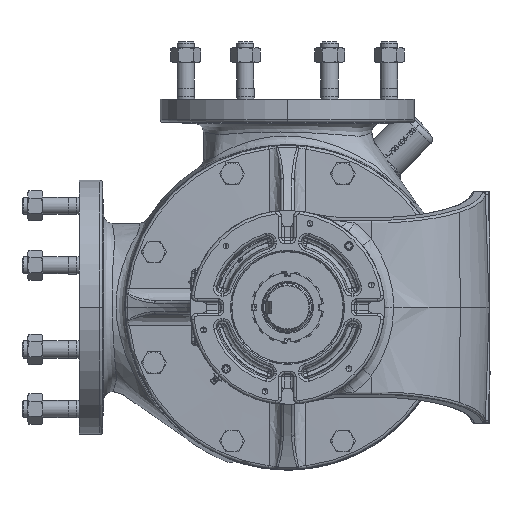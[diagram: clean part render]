
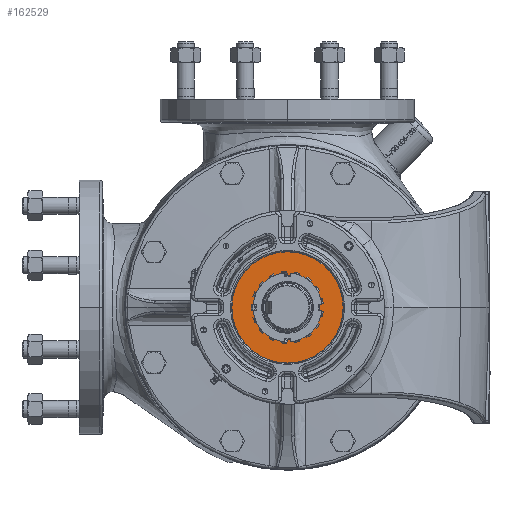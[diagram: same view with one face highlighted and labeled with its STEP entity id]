
A CAD part, left-side view. The second image highlights one B-rep face of the part: STEP entity #162529.
In plain terms, the highlighted planar face has unit normal (-1, 0, 0).
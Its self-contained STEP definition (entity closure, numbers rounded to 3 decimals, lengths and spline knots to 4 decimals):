
#1116 = EDGE_CURVE ( 'Defeatured_0_3160+Defeatured_0_3124+Defeatured_0_3124+Defeatured_0_3124', #35854, #95184, #70455, .T. ) ;
#13451 = AXIS2_PLACEMENT_3D ( 'NONE', #48359, #68753, #64970 ) ;
#24369 = EDGE_CURVE ( 'Defeatured_0_3160+Defeatured_0_3124+Defeatured_0_3124+Defeatured_0_3124', #95184, #35854, #97404, .T. ) ;
#28121 = CARTESIAN_POINT ( 'NONE',  ( -14.3738, 0., 2.4037 ) ) ;
#30427 = DIRECTION ( 'NONE',  ( 0., 0., -1. ) ) ;
#35854 = VERTEX_POINT ( 'NONE', #28121 ) ;
#37947 = CIRCLE ( 'NONE', #188463, 1.39 ) ;
#39377 = ORIENTED_EDGE ( 'NONE', *, *, #1116, .T. ) ;
#44378 = EDGE_LOOP ( 'NONE', ( #125230, #39377 ) ) ;
#48359 = CARTESIAN_POINT ( 'NONE',  ( -14.3738, 0., 0. ) ) ;
#48777 = EDGE_LOOP ( 'NONE', ( #195896, #124979 ) ) ;
#58057 = EDGE_CURVE ( 'Defeatured_0_3197+Defeatured_0_3160+Defeatured_0_3160+Defeatured_0_3160', #144451, #207077, #211670, .T. ) ;
#59404 = CARTESIAN_POINT ( 'NONE',  ( -14.3738, 0., 0. ) ) ;
#64970 = DIRECTION ( 'NONE',  ( 0., 0., -1. ) ) ;
#64994 = CARTESIAN_POINT ( 'NONE',  ( -14.3738, 0., 1.39 ) ) ;
#68753 = DIRECTION ( 'NONE',  ( -1., 0., 0. ) ) ;
#70455 = CIRCLE ( 'NONE', #13451, 2.4038 ) ;
#72423 = FACE_BOUND ( 'NONE', #48777, .T. ) ;
#95184 = VERTEX_POINT ( 'NONE', #150486 ) ;
#97404 = CIRCLE ( 'NONE', #109577, 2.4038 ) ;
#102989 = CARTESIAN_POINT ( 'NONE',  ( -14.3738, 0., 0. ) ) ;
#109577 = AXIS2_PLACEMENT_3D ( 'NONE', #59404, #199626, #135949 ) ;
#124979 = ORIENTED_EDGE ( 'NONE', *, *, #197014, .F. ) ;
#125230 = ORIENTED_EDGE ( 'NONE', *, *, #24369, .T. ) ;
#131078 = CARTESIAN_POINT ( 'NONE',  ( -14.3738, 1.2566, 0. ) ) ;
#135949 = DIRECTION ( 'NONE',  ( 0., 0., -1. ) ) ;
#144451 = VERTEX_POINT ( 'NONE', #64994 ) ;
#147299 = DIRECTION ( 'NONE',  ( 0., 0., -1. ) ) ;
#150232 = PLANE ( 'NONE',  #211401 ) ;
#150486 = CARTESIAN_POINT ( 'NONE',  ( -14.3738, 0., -2.4038 ) ) ;
#158903 = CARTESIAN_POINT ( 'NONE',  ( -14.3738, 0., 0. ) ) ;
#161656 = DIRECTION ( 'NONE',  ( 0., 0., -1. ) ) ;
#162529 = ADVANCED_FACE ( 'Defeatured_0_3160', ( #72423, #244601 ), #150232, .F. ) ;
#163931 = DIRECTION ( 'NONE',  ( -1., 0., 0. ) ) ;
#188463 = AXIS2_PLACEMENT_3D ( 'NONE', #158903, #163931, #147299 ) ;
#195896 = ORIENTED_EDGE ( 'NONE', *, *, #58057, .F. ) ;
#197014 = EDGE_CURVE ( 'Defeatured_0_3197+Defeatured_0_3160+Defeatured_0_3160+Defeatured_0_3160', #207077, #144451, #37947, .T. ) ;
#199478 = AXIS2_PLACEMENT_3D ( 'NONE', #102989, #203671, #161656 ) ;
#199626 = DIRECTION ( 'NONE',  ( -1., 0., 0. ) ) ;
#202094 = CARTESIAN_POINT ( 'NONE',  ( -14.3738, 0., -1.39 ) ) ;
#203671 = DIRECTION ( 'NONE',  ( -1., 0., 0. ) ) ;
#207077 = VERTEX_POINT ( 'NONE', #202094 ) ;
#210118 = DIRECTION ( 'NONE',  ( 1., 0., 0. ) ) ;
#211401 = AXIS2_PLACEMENT_3D ( 'NONE', #131078, #210118, #30427 ) ;
#211670 = CIRCLE ( 'NONE', #199478, 1.39 ) ;
#244601 = FACE_OUTER_BOUND ( 'NONE', #44378, .T. ) ;
